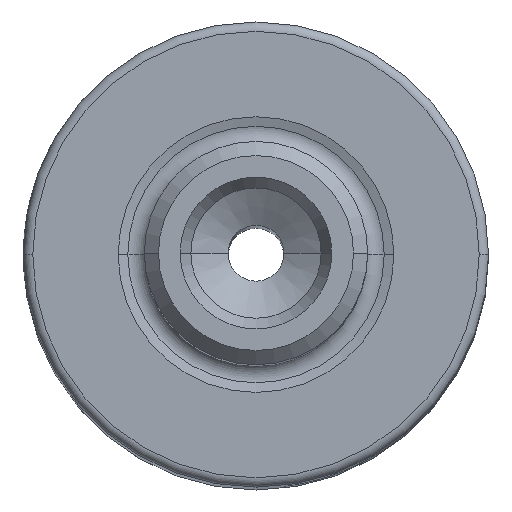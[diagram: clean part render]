
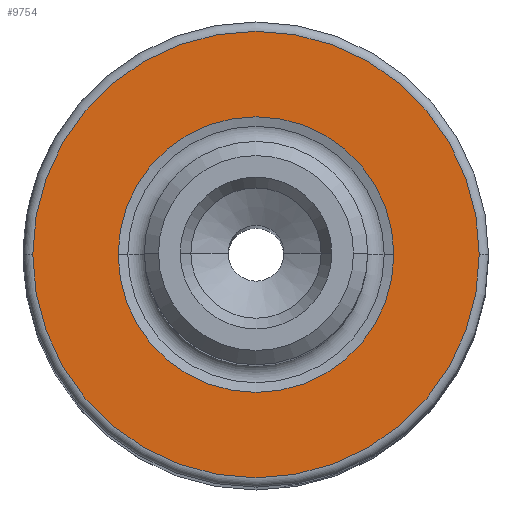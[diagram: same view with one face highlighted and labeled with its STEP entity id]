
A CAD part, top view. The second image highlights one B-rep face of the part: STEP entity #9754.
In plain terms, the highlighted planar face has unit normal (0, 0, 1).
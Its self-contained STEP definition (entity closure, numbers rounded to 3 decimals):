
#58 = AXIS2_PLACEMENT_3D ( 'NONE', #8040, #611, #9314 ) ;
#224 = DIRECTION ( 'NONE',  ( 0., 0., -1. ) ) ;
#611 = DIRECTION ( 'NONE',  ( 0., 0., 1. ) ) ;
#781 = DIRECTION ( 'NONE',  ( -1., 0., 0. ) ) ;
#882 = AXIS2_PLACEMENT_3D ( 'NONE', #15572, #8211, #781 ) ;
#1309 = EDGE_CURVE ( 'NONE', #12232, #2861, #14262, .T. ) ;
#2861 = VERTEX_POINT ( 'NONE', #8788 ) ;
#4317 = EDGE_CURVE ( 'NONE', #11378, #9479, #10561, .T. ) ;
#5196 = ORIENTED_EDGE ( 'NONE', *, *, #1309, .T. ) ;
#5287 = EDGE_LOOP ( 'NONE', ( #9065, #10009 ) ) ;
#5498 = CIRCLE ( 'NONE', #58, 12. ) ;
#5619 = EDGE_CURVE ( 'NONE', #2861, #12232, #5498, .T. ) ;
#6121 = FACE_BOUND ( 'NONE', #5287, .T. ) ;
#6273 = DIRECTION ( 'NONE',  ( 0., 0., -1. ) ) ;
#6689 = AXIS2_PLACEMENT_3D ( 'NONE', #7624, #224, #8916 ) ;
#6695 = EDGE_CURVE ( 'NONE', #9479, #11378, #7622, .T. ) ;
#6821 = ORIENTED_EDGE ( 'NONE', *, *, #5619, .T. ) ;
#7622 = CIRCLE ( 'NONE', #12691, 7.407 ) ;
#7624 = CARTESIAN_POINT ( 'NONE',  ( 0., 0., 0. ) ) ;
#8040 = CARTESIAN_POINT ( 'NONE',  ( 0., 0., 0. ) ) ;
#8211 = DIRECTION ( 'NONE',  ( 0., 0., -1. ) ) ;
#8544 = CARTESIAN_POINT ( 'NONE',  ( 7.407, 0., 0. ) ) ;
#8651 = CARTESIAN_POINT ( 'NONE',  ( 0., 0., 0. ) ) ;
#8788 = CARTESIAN_POINT ( 'NONE',  ( 12., 0., 0. ) ) ;
#8916 = DIRECTION ( 'NONE',  ( -1., 0., 0. ) ) ;
#9065 = ORIENTED_EDGE ( 'NONE', *, *, #4317, .T. ) ;
#9314 = DIRECTION ( 'NONE',  ( -1., 0., 0. ) ) ;
#9479 = VERTEX_POINT ( 'NONE', #10703 ) ;
#9754 = ADVANCED_FACE ( 'NONE', ( #15623, #6121 ), #10667, .F. ) ;
#10009 = ORIENTED_EDGE ( 'NONE', *, *, #6695, .T. ) ;
#10561 = CIRCLE ( 'NONE', #6689, 7.407 ) ;
#10667 = PLANE ( 'NONE',  #882 ) ;
#10703 = CARTESIAN_POINT ( 'NONE',  ( -7.407, 0., 0. ) ) ;
#11378 = VERTEX_POINT ( 'NONE', #8544 ) ;
#11704 = CARTESIAN_POINT ( 'NONE',  ( -12., 0., 0. ) ) ;
#12232 = VERTEX_POINT ( 'NONE', #11704 ) ;
#12501 = DIRECTION ( 'NONE',  ( 0., 0., 1. ) ) ;
#12691 = AXIS2_PLACEMENT_3D ( 'NONE', #13736, #6273, #14945 ) ;
#13736 = CARTESIAN_POINT ( 'NONE',  ( 0., 0., 0. ) ) ;
#14005 = EDGE_LOOP ( 'NONE', ( #5196, #6821 ) ) ;
#14045 = AXIS2_PLACEMENT_3D ( 'NONE', #8651, #12501, #15246 ) ;
#14262 = CIRCLE ( 'NONE', #14045, 12. ) ;
#14945 = DIRECTION ( 'NONE',  ( -1., 0., 0. ) ) ;
#15246 = DIRECTION ( 'NONE',  ( -1., 0., 0. ) ) ;
#15572 = CARTESIAN_POINT ( 'NONE',  ( 0., 7.407, 0. ) ) ;
#15623 = FACE_OUTER_BOUND ( 'NONE', #14005, .T. ) ;
